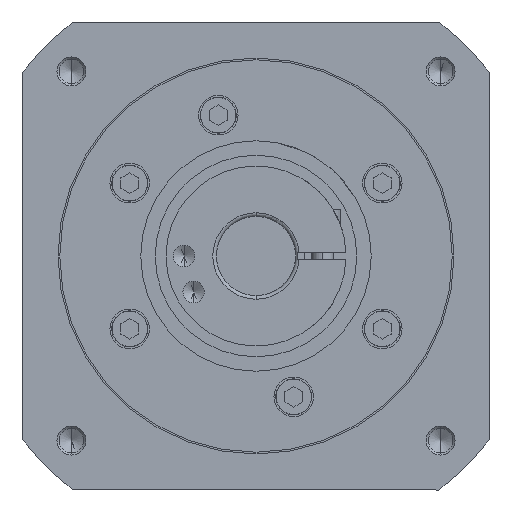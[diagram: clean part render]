
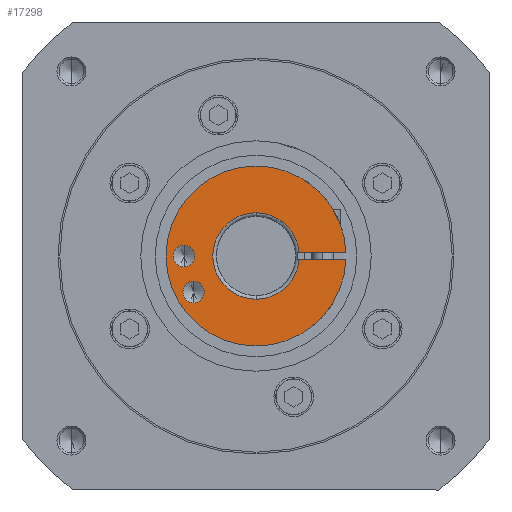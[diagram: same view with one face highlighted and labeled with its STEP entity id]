
A CAD part, left-side view. The second image highlights one B-rep face of the part: STEP entity #17298.
In plain terms, the highlighted planar face has unit normal (-1, 0, 0).
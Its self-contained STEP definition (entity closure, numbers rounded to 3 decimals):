
#201 = LINE ( 'NONE', #15125, #14877 ) ;
#713 = EDGE_CURVE ( 'NONE', #4694, #18351, #11192, .T. ) ;
#715 = VERTEX_POINT ( 'NONE', #2563 ) ;
#768 = VERTEX_POINT ( 'NONE', #6648 ) ;
#784 = DIRECTION ( 'NONE',  ( 1., 0., 0. ) ) ;
#837 = CIRCLE ( 'NONE', #9726, 25. ) ;
#910 = ORIENTED_EDGE ( 'NONE', *, *, #14906, .F. ) ;
#1238 = DIRECTION ( 'NONE',  ( -1., 0., 0. ) ) ;
#1274 = DIRECTION ( 'NONE',  ( -1., 0., 0. ) ) ;
#1505 = CIRCLE ( 'NONE', #13648, 3. ) ;
#1548 = CIRCLE ( 'NONE', #5016, 3. ) ;
#1632 = CARTESIAN_POINT ( 'NONE',  ( -89., 0., 0. ) ) ;
#1949 = AXIS2_PLACEMENT_3D ( 'NONE', #3585, #16236, #10539 ) ;
#1997 = AXIS2_PLACEMENT_3D ( 'NONE', #15544, #1274, #12575 ) ;
#2157 = CARTESIAN_POINT ( 'NONE',  ( -89., -31.759, 1. ) ) ;
#2563 = CARTESIAN_POINT ( 'NONE',  ( -89., 0., -25. ) ) ;
#2680 = VECTOR ( 'NONE', #17670, 1000. ) ;
#2682 = DIRECTION ( 'NONE',  ( -1., 0., 0. ) ) ;
#2769 = AXIS2_PLACEMENT_3D ( 'NONE', #6514, #784, #3716 ) ;
#3182 = EDGE_LOOP ( 'NONE', ( #4097, #16798 ) ) ;
#3252 = CARTESIAN_POINT ( 'NONE',  ( -89., 0., 12. ) ) ;
#3389 = CIRCLE ( 'NONE', #16059, 12. ) ;
#3402 = EDGE_CURVE ( 'NONE', #3521, #12067, #6886, .T. ) ;
#3521 = VERTEX_POINT ( 'NONE', #14818 ) ;
#3585 = CARTESIAN_POINT ( 'NONE',  ( -89., 0., 0. ) ) ;
#3649 = EDGE_CURVE ( 'NONE', #12067, #8548, #201, .T. ) ;
#3697 = AXIS2_PLACEMENT_3D ( 'NONE', #15334, #1238, #9497 ) ;
#3716 = DIRECTION ( 'NONE',  ( 0., 0., 1. ) ) ;
#3910 = ORIENTED_EDGE ( 'NONE', *, *, #6601, .T. ) ;
#4064 = DIRECTION ( 'NONE',  ( 0., 0., -1. ) ) ;
#4097 = ORIENTED_EDGE ( 'NONE', *, *, #16478, .F. ) ;
#4184 = CARTESIAN_POINT ( 'NONE',  ( -89., -11.958, 1. ) ) ;
#4206 = CARTESIAN_POINT ( 'NONE',  ( -89., 20., 3. ) ) ;
#4378 = VERTEX_POINT ( 'NONE', #9278 ) ;
#4631 = FACE_OUTER_BOUND ( 'NONE', #18300, .T. ) ;
#4694 = VERTEX_POINT ( 'NONE', #4184 ) ;
#4716 = DIRECTION ( 'NONE',  ( -1., 0., 0. ) ) ;
#4744 = DIRECTION ( 'NONE',  ( -1., 0., 0. ) ) ;
#4784 = CARTESIAN_POINT ( 'NONE',  ( -89., 0., 25. ) ) ;
#5016 = AXIS2_PLACEMENT_3D ( 'NONE', #11017, #5366, #4064 ) ;
#5101 = ORIENTED_EDGE ( 'NONE', *, *, #3649, .F. ) ;
#5293 = EDGE_CURVE ( 'NONE', #6023, #10245, #11492, .T. ) ;
#5366 = DIRECTION ( 'NONE',  ( -1., 0., 0. ) ) ;
#5637 = EDGE_LOOP ( 'NONE', ( #12057, #7089 ) ) ;
#5776 = DIRECTION ( 'NONE',  ( 0., 0., -1. ) ) ;
#6023 = VERTEX_POINT ( 'NONE', #17613 ) ;
#6514 = CARTESIAN_POINT ( 'NONE',  ( -89., -12., 0. ) ) ;
#6601 = EDGE_CURVE ( 'NONE', #715, #8548, #7705, .T. ) ;
#6625 = ORIENTED_EDGE ( 'NONE', *, *, #713, .F. ) ;
#6648 = CARTESIAN_POINT ( 'NONE',  ( -89., 17.321, -7. ) ) ;
#6886 = CIRCLE ( 'NONE', #1949, 12. ) ;
#7036 = CARTESIAN_POINT ( 'NONE',  ( -89., -24.98, -1. ) ) ;
#7089 = ORIENTED_EDGE ( 'NONE', *, *, #8212, .F. ) ;
#7272 = ORIENTED_EDGE ( 'NONE', *, *, #13430, .T. ) ;
#7659 = DIRECTION ( 'NONE',  ( 0., 0., -1. ) ) ;
#7705 = CIRCLE ( 'NONE', #8441, 25. ) ;
#8199 = FACE_BOUND ( 'NONE', #3182, .T. ) ;
#8212 = EDGE_CURVE ( 'NONE', #10245, #6023, #18110, .T. ) ;
#8236 = CARTESIAN_POINT ( 'NONE',  ( -89., 17.321, -10. ) ) ;
#8441 = AXIS2_PLACEMENT_3D ( 'NONE', #9139, #9256, #14729 ) ;
#8548 = VERTEX_POINT ( 'NONE', #7036 ) ;
#9074 = CARTESIAN_POINT ( 'NONE',  ( -89., 20., 0. ) ) ;
#9139 = CARTESIAN_POINT ( 'NONE',  ( -89., 0., 0. ) ) ;
#9256 = DIRECTION ( 'NONE',  ( -1., 0., 0. ) ) ;
#9278 = CARTESIAN_POINT ( 'NONE',  ( -89., 17.321, -13. ) ) ;
#9497 = DIRECTION ( 'NONE',  ( 0., 0., -1. ) ) ;
#9726 = AXIS2_PLACEMENT_3D ( 'NONE', #1632, #10079, #5776 ) ;
#9972 = AXIS2_PLACEMENT_3D ( 'NONE', #18396, #2682, #16870 ) ;
#10079 = DIRECTION ( 'NONE',  ( -1., 0., 0. ) ) ;
#10245 = VERTEX_POINT ( 'NONE', #4206 ) ;
#10539 = DIRECTION ( 'NONE',  ( 0., 0., -1. ) ) ;
#11017 = CARTESIAN_POINT ( 'NONE',  ( -89., 17.321, -10. ) ) ;
#11192 = CIRCLE ( 'NONE', #3697, 12. ) ;
#11492 = CIRCLE ( 'NONE', #9972, 3. ) ;
#12057 = ORIENTED_EDGE ( 'NONE', *, *, #5293, .F. ) ;
#12067 = VERTEX_POINT ( 'NONE', #17938 ) ;
#12084 = EDGE_CURVE ( 'NONE', #768, #4378, #1505, .T. ) ;
#12165 = CIRCLE ( 'NONE', #1997, 25. ) ;
#12575 = DIRECTION ( 'NONE',  ( 0., 0., -1. ) ) ;
#12771 = EDGE_CURVE ( 'NONE', #16163, #715, #837, .T. ) ;
#13331 = LINE ( 'NONE', #2157, #2680 ) ;
#13405 = PLANE ( 'NONE',  #2769 ) ;
#13430 = EDGE_CURVE ( 'NONE', #16071, #16163, #12165, .T. ) ;
#13648 = AXIS2_PLACEMENT_3D ( 'NONE', #8236, #13829, #17995 ) ;
#13694 = ORIENTED_EDGE ( 'NONE', *, *, #16218, .F. ) ;
#13734 = FACE_BOUND ( 'NONE', #5637, .T. ) ;
#13829 = DIRECTION ( 'NONE',  ( -1., 0., 0. ) ) ;
#14729 = DIRECTION ( 'NONE',  ( 0., 0., -1. ) ) ;
#14818 = CARTESIAN_POINT ( 'NONE',  ( -89., 0., -12. ) ) ;
#14877 = VECTOR ( 'NONE', #17991, 1000. ) ;
#14906 = EDGE_CURVE ( 'NONE', #18351, #3521, #3389, .T. ) ;
#15125 = CARTESIAN_POINT ( 'NONE',  ( -89., -31.759, -1. ) ) ;
#15238 = AXIS2_PLACEMENT_3D ( 'NONE', #9074, #4744, #7659 ) ;
#15334 = CARTESIAN_POINT ( 'NONE',  ( -89., 0., 0. ) ) ;
#15544 = CARTESIAN_POINT ( 'NONE',  ( -89., 0., 0. ) ) ;
#16059 = AXIS2_PLACEMENT_3D ( 'NONE', #16124, #4716, #17685 ) ;
#16071 = VERTEX_POINT ( 'NONE', #17385 ) ;
#16124 = CARTESIAN_POINT ( 'NONE',  ( -89., 0., 0. ) ) ;
#16163 = VERTEX_POINT ( 'NONE', #4784 ) ;
#16218 = EDGE_CURVE ( 'NONE', #16071, #4694, #13331, .T. ) ;
#16236 = DIRECTION ( 'NONE',  ( -1., 0., 0. ) ) ;
#16478 = EDGE_CURVE ( 'NONE', #4378, #768, #1548, .T. ) ;
#16798 = ORIENTED_EDGE ( 'NONE', *, *, #12084, .F. ) ;
#16870 = DIRECTION ( 'NONE',  ( 0., 0., -1. ) ) ;
#17081 = ORIENTED_EDGE ( 'NONE', *, *, #12771, .T. ) ;
#17298 = ADVANCED_FACE ( 'NONE', ( #13734, #8199, #4631 ), #13405, .F. ) ;
#17385 = CARTESIAN_POINT ( 'NONE',  ( -89., -24.98, 1. ) ) ;
#17613 = CARTESIAN_POINT ( 'NONE',  ( -89., 20., -3. ) ) ;
#17670 = DIRECTION ( 'NONE',  ( 0., 1., 0. ) ) ;
#17685 = DIRECTION ( 'NONE',  ( 0., 0., -1. ) ) ;
#17938 = CARTESIAN_POINT ( 'NONE',  ( -89., -11.958, -1. ) ) ;
#17991 = DIRECTION ( 'NONE',  ( 0., -1., 0. ) ) ;
#17995 = DIRECTION ( 'NONE',  ( 0., 0., -1. ) ) ;
#18110 = CIRCLE ( 'NONE', #15238, 3. ) ;
#18288 = ORIENTED_EDGE ( 'NONE', *, *, #3402, .F. ) ;
#18300 = EDGE_LOOP ( 'NONE', ( #6625, #13694, #7272, #17081, #3910, #5101, #18288, #910 ) ) ;
#18351 = VERTEX_POINT ( 'NONE', #3252 ) ;
#18396 = CARTESIAN_POINT ( 'NONE',  ( -89., 20., 0. ) ) ;
